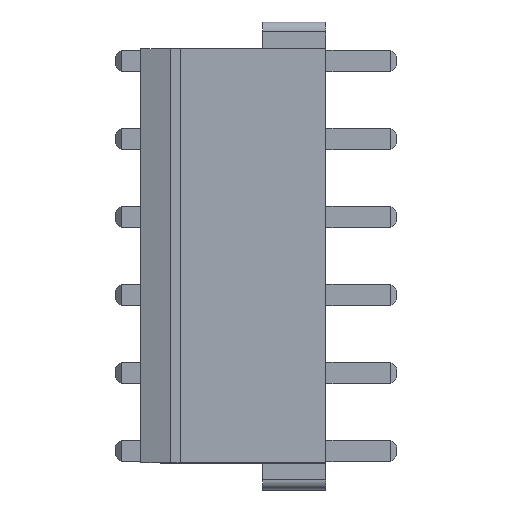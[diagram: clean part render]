
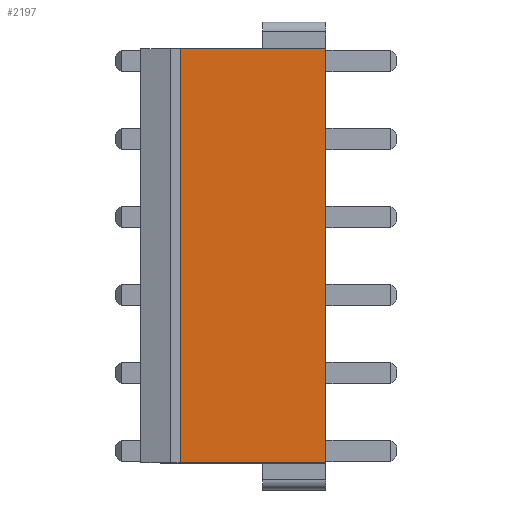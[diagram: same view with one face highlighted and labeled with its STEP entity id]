
A CAD part, top view. The second image highlights one B-rep face of the part: STEP entity #2197.
In plain terms, the highlighted planar face has unit normal (0, 0, 1).
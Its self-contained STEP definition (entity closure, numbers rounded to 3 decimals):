
#171=FACE_OUTER_BOUND('',#311,.T.);
#311=EDGE_LOOP('',(#1927,#1928,#1929,#1930));
#564=LINE('',#3439,#850);
#585=LINE('',#3486,#871);
#594=LINE('',#3503,#880);
#599=LINE('',#3513,#885);
#850=VECTOR('',#2838,10.);
#871=VECTOR('',#2881,10.);
#880=VECTOR('',#2892,10.);
#885=VECTOR('',#2905,10.);
#1044=VERTEX_POINT('',#3436);
#1045=VERTEX_POINT('',#3438);
#1060=VERTEX_POINT('',#3484);
#1067=VERTEX_POINT('',#3502);
#1321=EDGE_CURVE('',#1045,#1044,#564,.T.);
#1345=EDGE_CURVE('',#1044,#1060,#585,.T.);
#1354=EDGE_CURVE('',#1067,#1045,#594,.T.);
#1359=EDGE_CURVE('',#1067,#1060,#599,.T.);
#1927=ORIENTED_EDGE('',*,*,#1345,.T.);
#1928=ORIENTED_EDGE('',*,*,#1359,.F.);
#1929=ORIENTED_EDGE('',*,*,#1354,.T.);
#1930=ORIENTED_EDGE('',*,*,#1321,.T.);
#2069=PLANE('',#2353);
#2197=ADVANCED_FACE('',(#171),#2069,.T.);
#2353=AXIS2_PLACEMENT_3D('',#3512,#2903,#2904);
#2838=DIRECTION('',(0.,1.,0.));
#2881=DIRECTION('',(-1.,0.,0.));
#2892=DIRECTION('',(1.,0.,0.));
#2903=DIRECTION('center_axis',(0.,0.,1.));
#2904=DIRECTION('ref_axis',(1.,0.,0.));
#2905=DIRECTION('',(0.,1.,0.));
#3436=CARTESIAN_POINT('',(0.,10.52,8.));
#3438=CARTESIAN_POINT('',(0.,-10.52,8.));
#3439=CARTESIAN_POINT('',(0.,0.,8.));
#3484=CARTESIAN_POINT('',(-7.4,10.52,8.));
#3486=CARTESIAN_POINT('',(-3.7,10.52,8.));
#3502=CARTESIAN_POINT('',(-7.4,-10.52,8.));
#3503=CARTESIAN_POINT('',(-10.385,-10.52,8.));
#3512=CARTESIAN_POINT('Origin',(-7.4,0.,8.));
#3513=CARTESIAN_POINT('',(-7.4,0.,8.));
